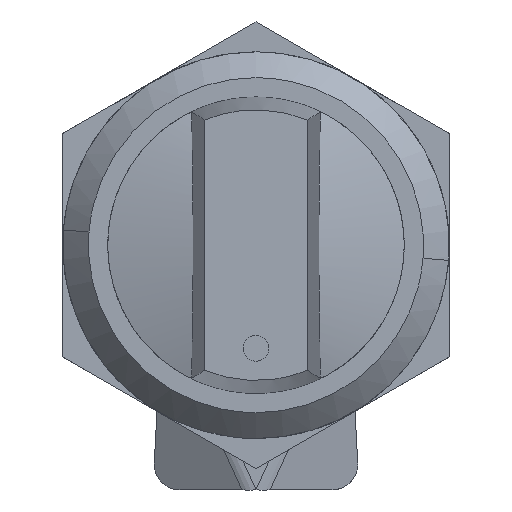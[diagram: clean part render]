
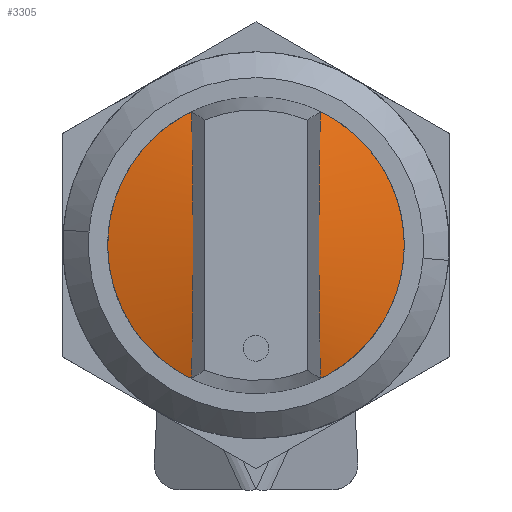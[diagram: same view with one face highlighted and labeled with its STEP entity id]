
A CAD part, front view. The second image highlights one B-rep face of the part: STEP entity #3305.
In plain terms, the highlighted free-form (B-spline) face has degree [2, 2] with [4, 4] control points.
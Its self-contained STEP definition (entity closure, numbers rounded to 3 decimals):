
#3078=CARTESIAN_POINT('',(5.,-6.,-10.356));
#3079=VERTEX_POINT('',#3078);
#3080=CARTESIAN_POINT('',(-5.,-6.,-10.356));
#3081=VERTEX_POINT('',#3080);
#3082=CARTESIAN_POINT('',(5.,-6.,-10.356));
#3083=CARTESIAN_POINT('',(0.,-6.,-12.77));
#3084=CARTESIAN_POINT('',(-5.,-6.,-10.356));
#3092=(BOUNDED_CURVE()B_SPLINE_CURVE(2,(#3082,#3083,#3084),.UNSPECIFIED.,.F.,.U.)CURVE()GEOMETRIC_REPRESENTATION_ITEM()QUASI_UNIFORM_CURVE()RATIONAL_B_SPLINE_CURVE((1.0,0.901,1.0))REPRESENTATION_ITEM(''));
#3093=EDGE_CURVE('',#3079,#3081,#3092,.T.);
#3127=CARTESIAN_POINT('',(-5.,-6.,10.356));
#3128=VERTEX_POINT('',#3127);
#3129=CARTESIAN_POINT('',(5.,-6.,10.356));
#3130=VERTEX_POINT('',#3129);
#3131=CARTESIAN_POINT('',(-5.,-6.,10.356));
#3132=CARTESIAN_POINT('',(0.,-6.,12.77));
#3133=CARTESIAN_POINT('',(5.,-6.,10.356));
#3141=(BOUNDED_CURVE()B_SPLINE_CURVE(2,(#3131,#3132,#3133),.UNSPECIFIED.,.F.,.U.)CURVE()GEOMETRIC_REPRESENTATION_ITEM()QUASI_UNIFORM_CURVE()RATIONAL_B_SPLINE_CURVE((1.0,0.901,1.0))REPRESENTATION_ITEM(''));
#3142=EDGE_CURVE('',#3128,#3130,#3141,.T.);
#3168=CARTESIAN_POINT('',(-5.,-6.,10.356));
#3169=CARTESIAN_POINT('',(-4.762,-8.85,0.));
#3170=CARTESIAN_POINT('',(-5.,-6.,-10.356));
#3178=(BOUNDED_CURVE()B_SPLINE_CURVE(2,(#3168,#3169,#3170),.UNSPECIFIED.,.F.,.U.)CURVE()GEOMETRIC_REPRESENTATION_ITEM()QUASI_UNIFORM_CURVE()RATIONAL_B_SPLINE_CURVE((1.0,0.964,1.0))REPRESENTATION_ITEM(''));
#3179=EDGE_CURVE('',#3128,#3081,#3178,.T.);
#3191=CARTESIAN_POINT('',(5.,-6.,10.356));
#3192=CARTESIAN_POINT('',(4.762,-8.85,0.));
#3193=CARTESIAN_POINT('',(5.,-6.,-10.356));
#3201=(BOUNDED_CURVE()B_SPLINE_CURVE(2,(#3191,#3192,#3193),.UNSPECIFIED.,.F.,.U.)CURVE()GEOMETRIC_REPRESENTATION_ITEM()QUASI_UNIFORM_CURVE()RATIONAL_B_SPLINE_CURVE((1.0,0.964,1.0))REPRESENTATION_ITEM(''));
#3202=EDGE_CURVE('',#3130,#3079,#3201,.T.);
#3210=CARTESIAN_POINT('',(-12.277,-3.708,-12.277));
#3211=CARTESIAN_POINT('',(-6.296,-5.653,-12.593));
#3212=CARTESIAN_POINT('',(6.296,-5.653,-12.593));
#3213=CARTESIAN_POINT('',(12.277,-3.708,-12.277));
#3214=CARTESIAN_POINT('',(-12.593,-5.653,-6.296));
#3215=CARTESIAN_POINT('',(-6.463,-7.7,-6.463));
#3216=CARTESIAN_POINT('',(6.463,-7.7,-6.463));
#3217=CARTESIAN_POINT('',(12.593,-5.653,-6.296));
#3218=CARTESIAN_POINT('',(-12.593,-5.653,6.296));
#3219=CARTESIAN_POINT('',(-6.463,-7.7,6.463));
#3220=CARTESIAN_POINT('',(6.463,-7.7,6.463));
#3221=CARTESIAN_POINT('',(12.593,-5.653,6.296));
#3222=CARTESIAN_POINT('',(-12.277,-3.708,12.277));
#3223=CARTESIAN_POINT('',(-6.296,-5.653,12.593));
#3224=CARTESIAN_POINT('',(6.296,-5.653,12.593));
#3225=CARTESIAN_POINT('',(12.277,-3.708,12.277));
#3233=(BOUNDED_SURFACE()B_SPLINE_SURFACE(2,2,((#3210,#3214,#3218,#3222),(#3211,#3215,#3219,#3223),(#3212,#3216,#3220,#3224),(#3213,#3217,#3221,#3225)),.UNSPECIFIED.,.F.,.F.,.U.)B_SPLINE_SURFACE_WITH_KNOTS((3,1,3),(3,1,3),(8.244,20.715,33.186),(8.244,20.715,33.186),.UNSPECIFIED.)GEOMETRIC_REPRESENTATION_ITEM()RATIONAL_B_SPLINE_SURFACE(((1.053,1.026,1.026,1.053),(1.026,1.0,1.0,1.026),(1.026,1.0,1.0,1.026),(1.053,1.026,1.026,1.053)))REPRESENTATION_ITEM('')SURFACE());
#3234=CARTESIAN_POINT('',(0.0,-6.,-11.5));
#3235=VERTEX_POINT('',#3234);
#3236=CARTESIAN_POINT('',(0.0,-6.,11.5));
#3237=VERTEX_POINT('',#3236);
#3238=CARTESIAN_POINT('',(0.0,-6.,-11.5));
#3239=CARTESIAN_POINT('',(0.682,-6.,-11.5));
#3240=CARTESIAN_POINT('',(1.741,-6.,-11.406));
#3241=CARTESIAN_POINT('',(3.347,-6.,-11.035));
#3242=CARTESIAN_POINT('',(4.653,-6.,-10.554));
#3243=CARTESIAN_POINT('',(5.862,-6.,-9.917));
#3244=CARTESIAN_POINT('',(6.921,-6.,-9.214));
#3245=CARTESIAN_POINT('',(7.988,-6.,-8.322));
#3246=CARTESIAN_POINT('',(8.894,-6.,-7.329));
#3247=CARTESIAN_POINT('',(9.822,-6.,-6.053));
#3248=CARTESIAN_POINT('',(10.595,-6.,-4.618));
#3249=CARTESIAN_POINT('',(11.17,-6.,-2.895));
#3250=CARTESIAN_POINT('',(11.479,-6.,-1.202));
#3251=CARTESIAN_POINT('',(11.536,-6.,0.473));
#3252=CARTESIAN_POINT('',(11.342,-6.,2.088));
#3253=CARTESIAN_POINT('',(11.023,-6.,3.344));
#3254=CARTESIAN_POINT('',(10.599,-6.,4.517));
#3255=CARTESIAN_POINT('',(9.993,-6.,5.769));
#3256=CARTESIAN_POINT('',(9.163,-6.,7.002));
#3257=CARTESIAN_POINT('',(8.277,-6.,8.011));
#3258=CARTESIAN_POINT('',(7.262,-6.,8.959));
#3259=CARTESIAN_POINT('',(5.92,-6.,9.923));
#3260=CARTESIAN_POINT('',(4.393,-6.,10.669));
#3261=CARTESIAN_POINT('',(3.094,-6.,11.093));
#3262=CARTESIAN_POINT('',(1.717,-6.,11.407));
#3263=CARTESIAN_POINT('',(0.706,-6.,11.5));
#3264=CARTESIAN_POINT('',(0.0,-6.,11.5));
#3265=B_SPLINE_CURVE_WITH_KNOTS('',3,(#3238,#3239,#3240,#3241,#3242,#3243,#3244,#3245,#3246,#3247,#3248,#3249,#3250,#3251,#3252,#3253,#3254,#3255,#3256,#3257,#3258,#3259,#3260,#3261,#3262,#3263,#3264),.UNSPECIFIED.,.F.,.U.,(4,1,1,1,1,1,1,1,1,1,1,1,1,1,1,1,1,1,1,1,1,1,1,1,4),(0.,2.046,3.175,4.94,6.21,7.268,8.75,10.373,11.29,13.478,15.242,16.724,18.629,20.252,21.593,22.51,23.992,25.756,26.956,28.014,29.92,31.896,33.095,34.012,36.129),.UNSPECIFIED.);
#3266=EDGE_CURVE('',#3235,#3237,#3265,.T.);
#3267=ORIENTED_EDGE('',*,*,#3266,.T.);
#3268=CARTESIAN_POINT('',(0.0,-6.,11.5));
#3269=CARTESIAN_POINT('',(-0.682,-6.,11.5));
#3270=CARTESIAN_POINT('',(-2.023,-6.,11.381));
#3271=CARTESIAN_POINT('',(-3.801,-6.,10.9));
#3272=CARTESIAN_POINT('',(-5.203,-6.,10.284));
#3273=CARTESIAN_POINT('',(-6.404,-6.,9.584));
#3274=CARTESIAN_POINT('',(-7.591,-6.,8.692));
#3275=CARTESIAN_POINT('',(-8.822,-6.,7.454));
#3276=CARTESIAN_POINT('',(-9.854,-6.,6.016));
#3277=CARTESIAN_POINT('',(-10.548,-6.,4.649));
#3278=CARTESIAN_POINT('',(-11.028,-6.,3.345));
#3279=CARTESIAN_POINT('',(-11.367,-6.,1.973));
#3280=CARTESIAN_POINT('',(-11.544,-6.,0.284));
#3281=CARTESIAN_POINT('',(-11.458,-6.,-1.366));
#3282=CARTESIAN_POINT('',(-11.168,-6.,-2.846));
#3283=CARTESIAN_POINT('',(-10.791,-6.,-4.036));
#3284=CARTESIAN_POINT('',(-10.273,-6.,-5.224));
#3285=CARTESIAN_POINT('',(-9.612,-6.,-6.366));
#3286=CARTESIAN_POINT('',(-8.703,-6.,-7.569));
#3287=CARTESIAN_POINT('',(-7.51,-6.,-8.777));
#3288=CARTESIAN_POINT('',(-5.963,-6.,-9.902));
#3289=CARTESIAN_POINT('',(-4.393,-6.,-10.669));
#3290=CARTESIAN_POINT('',(-2.893,-6.,-11.159));
#3291=CARTESIAN_POINT('',(-1.505,-6.,-11.435));
#3292=CARTESIAN_POINT('',(-0.494,-6.,-11.5));
#3293=CARTESIAN_POINT('',(0.0,-6.,-11.5));
#3294=B_SPLINE_CURVE_WITH_KNOTS('',3,(#3268,#3269,#3270,#3271,#3272,#3273,#3274,#3275,#3276,#3277,#3278,#3279,#3280,#3281,#3282,#3283,#3284,#3285,#3286,#3287,#3288,#3289,#3290,#3291,#3292,#3293),.UNSPECIFIED.,.F.,.U.,(4,1,1,1,1,1,1,1,1,1,1,1,1,1,1,1,1,1,1,1,1,1,1,4),(0.,2.046,4.022,5.504,6.633,8.186,9.95,11.855,13.478,14.536,16.018,17.712,19.617,20.958,22.228,23.357,24.839,26.18,27.873,29.92,31.896,33.095,34.648,36.129),.UNSPECIFIED.);
#3295=EDGE_CURVE('',#3237,#3235,#3294,.T.);
#3296=ORIENTED_EDGE('',*,*,#3295,.T.);
#3297=EDGE_LOOP('',(#3267,#3296));
#3298=FACE_OUTER_BOUND('',#3297,.T.);
#3299=ORIENTED_EDGE('',*,*,#3142,.T.);
#3300=ORIENTED_EDGE('',*,*,#3202,.T.);
#3301=ORIENTED_EDGE('',*,*,#3093,.T.);
#3302=ORIENTED_EDGE('',*,*,#3179,.F.);
#3303=EDGE_LOOP('',(#3299,#3300,#3301,#3302));
#3304=FACE_BOUND('',#3303,.T.);
#3305=ADVANCED_FACE('',(#3298,#3304),#3233,.T.);
